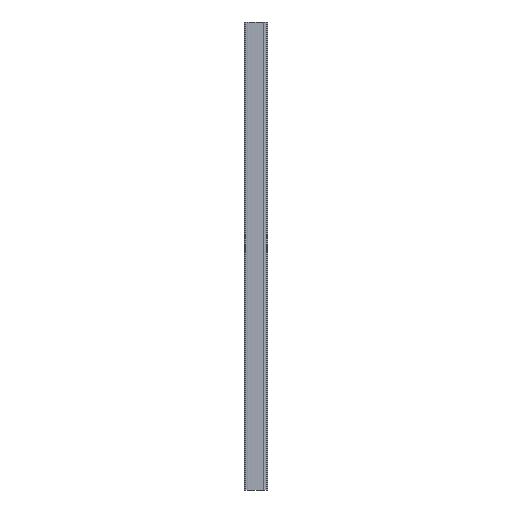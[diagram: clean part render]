
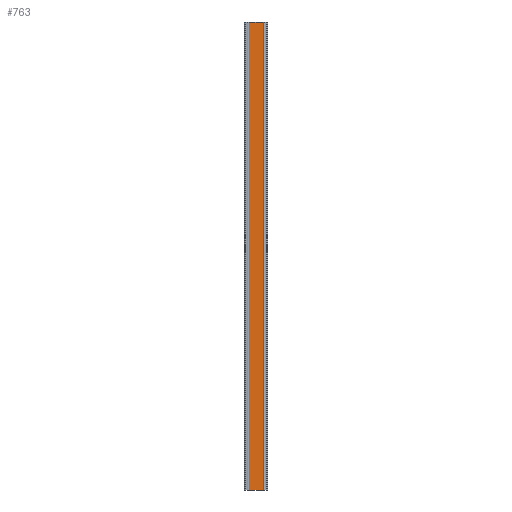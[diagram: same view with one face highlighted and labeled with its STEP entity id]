
A CAD part, front view. The second image highlights one B-rep face of the part: STEP entity #763.
In plain terms, the highlighted planar face has unit normal (0, -1, 0).
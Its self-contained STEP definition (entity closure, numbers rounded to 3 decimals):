
#58=FACE_OUTER_BOUND('',#96,.T.);
#96=EDGE_LOOP('',(#538,#539,#540,#541));
#140=LINE('',#1130,#224);
#167=LINE('',#1197,#251);
#168=LINE('',#1200,#252);
#169=LINE('',#1201,#253);
#224=VECTOR('',#910,10.);
#251=VECTOR('',#961,10.);
#252=VECTOR('',#964,10.);
#253=VECTOR('',#965,10.);
#311=VERTEX_POINT('',#1127);
#312=VERTEX_POINT('',#1129);
#340=VERTEX_POINT('',#1195);
#341=VERTEX_POINT('',#1199);
#385=EDGE_CURVE('',#312,#311,#140,.T.);
#419=EDGE_CURVE('',#340,#311,#167,.T.);
#420=EDGE_CURVE('',#340,#341,#168,.T.);
#421=EDGE_CURVE('',#341,#312,#169,.T.);
#538=ORIENTED_EDGE('',*,*,#419,.F.);
#539=ORIENTED_EDGE('',*,*,#420,.T.);
#540=ORIENTED_EDGE('',*,*,#421,.T.);
#541=ORIENTED_EDGE('',*,*,#385,.T.);
#698=PLANE('',#836);
#763=ADVANCED_FACE('',(#58),#698,.F.);
#836=AXIS2_PLACEMENT_3D('',#1198,#962,#963);
#910=DIRECTION('',(1.,0.,0.));
#961=DIRECTION('',(0.,0.,-1.));
#962=DIRECTION('center_axis',(0.,1.,0.));
#963=DIRECTION('ref_axis',(1.,0.,0.));
#964=DIRECTION('',(-1.,0.,0.));
#965=DIRECTION('',(0.,0.,-1.));
#1127=CARTESIAN_POINT('',(30.447,0.,-2000.));
#1129=CARTESIAN_POINT('',(-30.447,0.,-2000.));
#1130=CARTESIAN_POINT('',(0.,0.,-2000.));
#1195=CARTESIAN_POINT('',(30.447,0.,0.));
#1197=CARTESIAN_POINT('',(30.447,0.,0.));
#1198=CARTESIAN_POINT('Origin',(-30.033,0.,
0.));
#1199=CARTESIAN_POINT('',(-30.447,0.,0.));
#1200=CARTESIAN_POINT('',(30.033,0.,0.));
#1201=CARTESIAN_POINT('',(-30.447,0.,0.));
